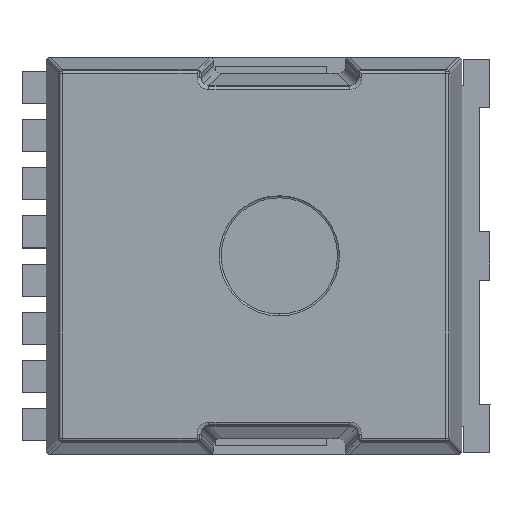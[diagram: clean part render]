
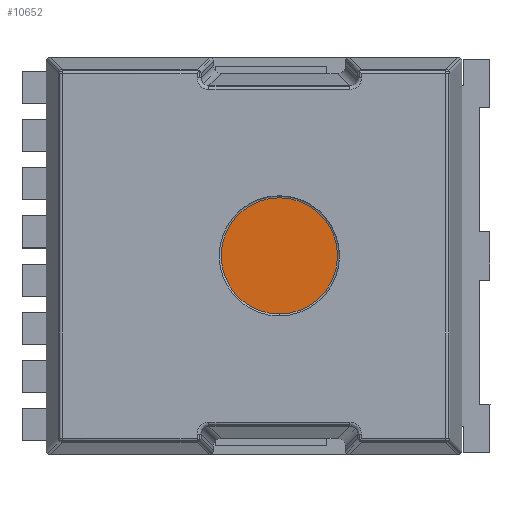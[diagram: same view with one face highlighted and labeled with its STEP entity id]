
A CAD part, top view. The second image highlights one B-rep face of the part: STEP entity #10652.
In plain terms, the highlighted planar face has unit normal (0, 0, 1).
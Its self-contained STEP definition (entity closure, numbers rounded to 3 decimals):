
#478 = EDGE_CURVE ( 'NONE', #5218, #14155, #12310, .T. ) ;
#2006 = FACE_OUTER_BOUND ( 'NONE', #14262, .T. ) ;
#2725 = EDGE_CURVE ( 'NONE', #14155, #5218, #10489, .T. ) ;
#3004 = DIRECTION ( 'NONE',  ( -1., 0., 0. ) ) ;
#3072 = PLANE ( 'NONE',  #6857 ) ;
#3452 = CARTESIAN_POINT ( 'NONE',  ( 0.583, 0., 2.2 ) ) ;
#3954 = AXIS2_PLACEMENT_3D ( 'NONE', #11020, #10059, #3004 ) ;
#4390 = ORIENTED_EDGE ( 'NONE', *, *, #2725, .F. ) ;
#5218 = VERTEX_POINT ( 'NONE', #13040 ) ;
#5765 = AXIS2_PLACEMENT_3D ( 'NONE', #3452, #9307, #9548 ) ;
#6857 = AXIS2_PLACEMENT_3D ( 'NONE', #8898, #8814, #7759 ) ;
#7587 = CARTESIAN_POINT ( 'NONE',  ( 0.583, 1.45, 2.2 ) ) ;
#7759 = DIRECTION ( 'NONE',  ( 1., 0., 0. ) ) ;
#8814 = DIRECTION ( 'NONE',  ( 0., 0., 1. ) ) ;
#8898 = CARTESIAN_POINT ( 'NONE',  ( 0.583, 0., 2.2 ) ) ;
#9307 = DIRECTION ( 'NONE',  ( 0., 0., -1. ) ) ;
#9548 = DIRECTION ( 'NONE',  ( -1., 0., 0. ) ) ;
#10059 = DIRECTION ( 'NONE',  ( 0., 0., -1. ) ) ;
#10489 = CIRCLE ( 'NONE', #3954, 1.45 ) ;
#10652 = ADVANCED_FACE ( 'NONE', ( #2006 ), #3072, .T. ) ;
#10768 = ORIENTED_EDGE ( 'NONE', *, *, #478, .F. ) ;
#11020 = CARTESIAN_POINT ( 'NONE',  ( 0.583, 0., 2.2 ) ) ;
#12310 = CIRCLE ( 'NONE', #5765, 1.45 ) ;
#13040 = CARTESIAN_POINT ( 'NONE',  ( 0.583, -1.45, 2.2 ) ) ;
#14155 = VERTEX_POINT ( 'NONE', #7587 ) ;
#14262 = EDGE_LOOP ( 'NONE', ( #4390, #10768 ) ) ;
